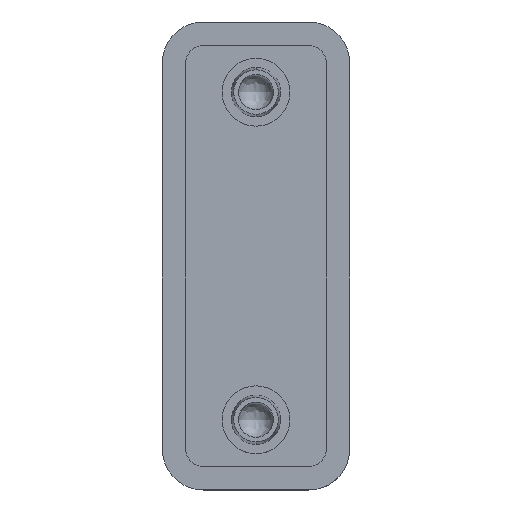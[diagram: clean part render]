
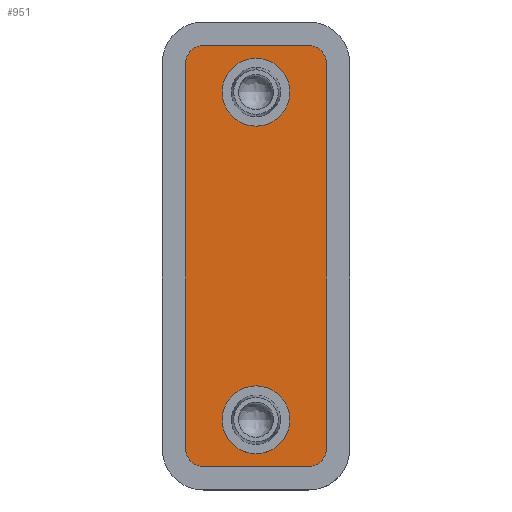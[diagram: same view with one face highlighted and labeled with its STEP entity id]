
A CAD part, top view. The second image highlights one B-rep face of the part: STEP entity #951.
In plain terms, the highlighted planar face has unit normal (0, 0, 1).
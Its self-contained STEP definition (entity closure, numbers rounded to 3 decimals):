
#35 = EDGE_CURVE ( 'NONE', #849, #590, #230, .T. ) ;
#41 = VECTOR ( 'NONE', #1658, 1000. ) ;
#47 = AXIS2_PLACEMENT_3D ( 'NONE', #1247, #1495, #948 ) ;
#93 = DIRECTION ( 'NONE',  ( 0., -1., 0. ) ) ;
#98 = EDGE_CURVE ( 'NONE', #764, #1713, #1216, .T. ) ;
#100 = EDGE_LOOP ( 'NONE', ( #634, #476 ) ) ;
#101 = DIRECTION ( 'NONE',  ( 1., 0., 0. ) ) ;
#115 = CARTESIAN_POINT ( 'NONE',  ( 6., 16.5, -2. ) ) ;
#120 = AXIS2_PLACEMENT_3D ( 'NONE', #290, #543, #1074 ) ;
#131 = VECTOR ( 'NONE', #1357, 1000. ) ;
#133 = DIRECTION ( 'NONE',  ( 1., 0., 0. ) ) ;
#170 = VERTEX_POINT ( 'NONE', #115 ) ;
#188 = CIRCLE ( 'NONE', #47, 2.9 ) ;
#192 = CARTESIAN_POINT ( 'NONE',  ( 4.5, -18., -2. ) ) ;
#223 = VERTEX_POINT ( 'NONE', #301 ) ;
#230 = CIRCLE ( 'NONE', #1605, 1.5 ) ;
#245 = DIRECTION ( 'NONE',  ( -1., 0., 0. ) ) ;
#265 = AXIS2_PLACEMENT_3D ( 'NONE', #995, #362, #615 ) ;
#290 = CARTESIAN_POINT ( 'NONE',  ( -4.5, 16.5, -2. ) ) ;
#301 = CARTESIAN_POINT ( 'NONE',  ( 0., 16.9, -2. ) ) ;
#362 = DIRECTION ( 'NONE',  ( 0., 0., 1. ) ) ;
#419 = CARTESIAN_POINT ( 'NONE',  ( 0., 18., -2. ) ) ;
#469 = CARTESIAN_POINT ( 'NONE',  ( -6., 0., -2. ) ) ;
#473 = EDGE_CURVE ( 'NONE', #223, #1211, #1338, .T. ) ;
#476 = ORIENTED_EDGE ( 'NONE', *, *, #960, .T. ) ;
#509 = CARTESIAN_POINT ( 'NONE',  ( 0., -18., -2. ) ) ;
#529 = VECTOR ( 'NONE', #133, 1000. ) ;
#543 = DIRECTION ( 'NONE',  ( 0., 0., 1. ) ) ;
#555 = CARTESIAN_POINT ( 'NONE',  ( -6., -16.5, -2. ) ) ;
#590 = VERTEX_POINT ( 'NONE', #1452 ) ;
#592 = ORIENTED_EDGE ( 'NONE', *, *, #1352, .T. ) ;
#594 = LINE ( 'NONE', #469, #41 ) ;
#615 = DIRECTION ( 'NONE',  ( -1., 0., 0. ) ) ;
#616 = VECTOR ( 'NONE', #1493, 1000. ) ;
#624 = ORIENTED_EDGE ( 'NONE', *, *, #1328, .T. ) ;
#628 = DIRECTION ( 'NONE',  ( 0., 0., -1. ) ) ;
#631 = ORIENTED_EDGE ( 'NONE', *, *, #1007, .T. ) ;
#634 = ORIENTED_EDGE ( 'NONE', *, *, #725, .T. ) ;
#641 = DIRECTION ( 'NONE',  ( 0., 0., 1. ) ) ;
#647 = ORIENTED_EDGE ( 'NONE', *, *, #1407, .T. ) ;
#678 = EDGE_LOOP ( 'NONE', ( #1589, #631 ) ) ;
#683 = DIRECTION ( 'NONE',  ( -1., 0., 0. ) ) ;
#725 = EDGE_CURVE ( 'NONE', #963, #1561, #1652, .T. ) ;
#757 = VERTEX_POINT ( 'NONE', #555 ) ;
#758 = FACE_OUTER_BOUND ( 'NONE', #1020, .T. ) ;
#764 = VERTEX_POINT ( 'NONE', #1482 ) ;
#774 = EDGE_CURVE ( 'NONE', #590, #170, #1494, .T. ) ;
#776 = FACE_BOUND ( 'NONE', #678, .T. ) ;
#809 = DIRECTION ( 'NONE',  ( 0., -1., 0. ) ) ;
#817 = CARTESIAN_POINT ( 'NONE',  ( 6., 0., -2. ) ) ;
#838 = ORIENTED_EDGE ( 'NONE', *, *, #1169, .T. ) ;
#849 = VERTEX_POINT ( 'NONE', #192 ) ;
#863 = AXIS2_PLACEMENT_3D ( 'NONE', #1299, #1691, #999 ) ;
#908 = PLANE ( 'NONE',  #934 ) ;
#916 = CARTESIAN_POINT ( 'NONE',  ( 0., -14., -2. ) ) ;
#932 = VERTEX_POINT ( 'NONE', #1293 ) ;
#934 = AXIS2_PLACEMENT_3D ( 'NONE', #1014, #1308, #101 ) ;
#938 = AXIS2_PLACEMENT_3D ( 'NONE', #916, #1606, #809 ) ;
#948 = DIRECTION ( 'NONE',  ( 0., 1., 0. ) ) ;
#951 = ADVANCED_FACE ( 'NONE', ( #1021, #776, #758 ), #908, .T. ) ;
#960 = EDGE_CURVE ( 'NONE', #1561, #963, #1163, .T. ) ;
#963 = VERTEX_POINT ( 'NONE', #1578 ) ;
#995 = CARTESIAN_POINT ( 'NONE',  ( -4.5, -16.5, -2. ) ) ;
#999 = DIRECTION ( 'NONE',  ( 0., 1., 0. ) ) ;
#1007 = EDGE_CURVE ( 'NONE', #1211, #223, #188, .T. ) ;
#1014 = CARTESIAN_POINT ( 'NONE',  ( 0., 0., -2. ) ) ;
#1020 = EDGE_LOOP ( 'NONE', ( #1369, #624, #647, #838, #1283, #1477, #1301, #592 ) ) ;
#1021 = FACE_BOUND ( 'NONE', #100, .T. ) ;
#1062 = CARTESIAN_POINT ( 'NONE',  ( -4.5, 18., -2. ) ) ;
#1064 = DIRECTION ( 'NONE',  ( 0., 0., 1. ) ) ;
#1066 = CARTESIAN_POINT ( 'NONE',  ( 4.5, -16.5, -2. ) ) ;
#1074 = DIRECTION ( 'NONE',  ( -1., 0., 0. ) ) ;
#1133 = VERTEX_POINT ( 'NONE', #1679 ) ;
#1157 = CARTESIAN_POINT ( 'NONE',  ( 0., -11.1, -2. ) ) ;
#1163 = CIRCLE ( 'NONE', #1360, 2.9 ) ;
#1169 = EDGE_CURVE ( 'NONE', #757, #932, #1640, .T. ) ;
#1170 = CARTESIAN_POINT ( 'NONE',  ( 0., -14., -2. ) ) ;
#1211 = VERTEX_POINT ( 'NONE', #1549 ) ;
#1216 = LINE ( 'NONE', #419, #616 ) ;
#1234 = LINE ( 'NONE', #509, #529 ) ;
#1247 = CARTESIAN_POINT ( 'NONE',  ( 0., 14., -2. ) ) ;
#1283 = ORIENTED_EDGE ( 'NONE', *, *, #1718, .T. ) ;
#1293 = CARTESIAN_POINT ( 'NONE',  ( -4.5, -18., -2. ) ) ;
#1299 = CARTESIAN_POINT ( 'NONE',  ( 0., 14., -2. ) ) ;
#1301 = ORIENTED_EDGE ( 'NONE', *, *, #774, .T. ) ;
#1308 = DIRECTION ( 'NONE',  ( 0., 0., 1. ) ) ;
#1324 = CIRCLE ( 'NONE', #1380, 1.5 ) ;
#1328 = EDGE_CURVE ( 'NONE', #1713, #1133, #1413, .T. ) ;
#1338 = CIRCLE ( 'NONE', #863, 2.9 ) ;
#1352 = EDGE_CURVE ( 'NONE', #170, #764, #1324, .T. ) ;
#1357 = DIRECTION ( 'NONE',  ( 0., 1., 0. ) ) ;
#1360 = AXIS2_PLACEMENT_3D ( 'NONE', #1170, #628, #93 ) ;
#1369 = ORIENTED_EDGE ( 'NONE', *, *, #98, .T. ) ;
#1380 = AXIS2_PLACEMENT_3D ( 'NONE', #1500, #1064, #683 ) ;
#1407 = EDGE_CURVE ( 'NONE', #1133, #757, #594, .T. ) ;
#1413 = CIRCLE ( 'NONE', #120, 1.5 ) ;
#1452 = CARTESIAN_POINT ( 'NONE',  ( 6., -16.5, -2. ) ) ;
#1477 = ORIENTED_EDGE ( 'NONE', *, *, #35, .T. ) ;
#1482 = CARTESIAN_POINT ( 'NONE',  ( 4.5, 18., -2. ) ) ;
#1493 = DIRECTION ( 'NONE',  ( -1., 0., 0. ) ) ;
#1494 = LINE ( 'NONE', #817, #131 ) ;
#1495 = DIRECTION ( 'NONE',  ( 0., 0., -1. ) ) ;
#1500 = CARTESIAN_POINT ( 'NONE',  ( 4.5, 16.5, -2. ) ) ;
#1549 = CARTESIAN_POINT ( 'NONE',  ( 0., 11.1, -2. ) ) ;
#1561 = VERTEX_POINT ( 'NONE', #1157 ) ;
#1578 = CARTESIAN_POINT ( 'NONE',  ( 0., -16.9, -2. ) ) ;
#1589 = ORIENTED_EDGE ( 'NONE', *, *, #473, .T. ) ;
#1605 = AXIS2_PLACEMENT_3D ( 'NONE', #1066, #641, #245 ) ;
#1606 = DIRECTION ( 'NONE',  ( 0., 0., -1. ) ) ;
#1640 = CIRCLE ( 'NONE', #265, 1.5 ) ;
#1652 = CIRCLE ( 'NONE', #938, 2.9 ) ;
#1658 = DIRECTION ( 'NONE',  ( 0., -1., 0. ) ) ;
#1679 = CARTESIAN_POINT ( 'NONE',  ( -6., 16.5, -2. ) ) ;
#1691 = DIRECTION ( 'NONE',  ( 0., 0., -1. ) ) ;
#1713 = VERTEX_POINT ( 'NONE', #1062 ) ;
#1718 = EDGE_CURVE ( 'NONE', #932, #849, #1234, .T. ) ;
